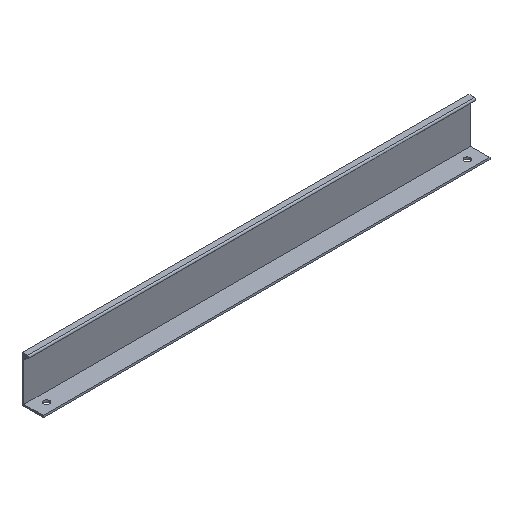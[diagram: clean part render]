
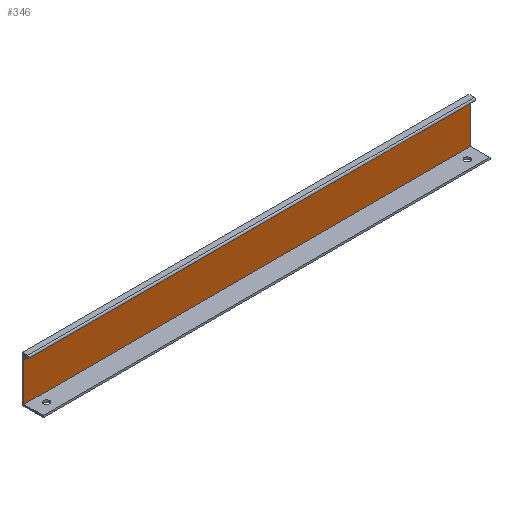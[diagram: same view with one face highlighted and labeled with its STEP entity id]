
A CAD part, isometric view. The second image highlights one B-rep face of the part: STEP entity #346.
In plain terms, the highlighted planar face has unit normal (0, -1, 0).
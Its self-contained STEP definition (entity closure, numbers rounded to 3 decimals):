
#32 = ORIENTED_EDGE ( 'NONE', *, *, #281, .T. ) ;
#33 = DIRECTION ( 'NONE',  ( -1., 0., 0. ) ) ;
#48 = CARTESIAN_POINT ( 'NONE',  ( -170., -1.5, 1.5 ) ) ;
#92 = EDGE_LOOP ( 'NONE', ( #32, #504, #215, #361 ) ) ;
#93 = PLANE ( 'NONE',  #100 ) ;
#98 = DIRECTION ( 'NONE',  ( 0., 1., 0. ) ) ;
#100 = AXIS2_PLACEMENT_3D ( 'NONE', #256, #98, #465 ) ;
#114 = EDGE_CURVE ( 'NONE', #247, #432, #348, .T. ) ;
#119 = EDGE_CURVE ( 'NONE', #170, #250, #317, .T. ) ;
#129 = VECTOR ( 'NONE', #33, 1000. ) ;
#170 = VERTEX_POINT ( 'NONE', #312 ) ;
#198 = VECTOR ( 'NONE', #509, 1000. ) ;
#214 = DIRECTION ( 'NONE',  ( 0., 0., -1. ) ) ;
#215 = ORIENTED_EDGE ( 'NONE', *, *, #289, .F. ) ;
#224 = FACE_OUTER_BOUND ( 'NONE', #92, .T. ) ;
#247 = VERTEX_POINT ( 'NONE', #491 ) ;
#250 = VERTEX_POINT ( 'NONE', #381 ) ;
#251 = CARTESIAN_POINT ( 'NONE',  ( 170., -1.5, 30.493 ) ) ;
#256 = CARTESIAN_POINT ( 'NONE',  ( 170., -1.5, 30.493 ) ) ;
#281 = EDGE_CURVE ( 'NONE', #250, #432, #411, .T. ) ;
#289 = EDGE_CURVE ( 'NONE', #170, #247, #494, .T. ) ;
#312 = CARTESIAN_POINT ( 'NONE',  ( 170., -1.5, 30.493 ) ) ;
#317 = LINE ( 'NONE', #515, #129 ) ;
#318 = VECTOR ( 'NONE', #214, 1000. ) ;
#332 = CARTESIAN_POINT ( 'NONE',  ( -170., -1.5, 30.493 ) ) ;
#346 = ADVANCED_FACE ( 'NONE', ( #224 ), #93, .F. ) ;
#348 = LINE ( 'NONE', #400, #198 ) ;
#361 = ORIENTED_EDGE ( 'NONE', *, *, #119, .T. ) ;
#363 = VECTOR ( 'NONE', #413, 1000. ) ;
#381 = CARTESIAN_POINT ( 'NONE',  ( -170., -1.5, 30.493 ) ) ;
#400 = CARTESIAN_POINT ( 'NONE',  ( 170., -1.5, 1.5 ) ) ;
#411 = LINE ( 'NONE', #332, #318 ) ;
#413 = DIRECTION ( 'NONE',  ( 0., 0., -1. ) ) ;
#432 = VERTEX_POINT ( 'NONE', #48 ) ;
#465 = DIRECTION ( 'NONE',  ( 0., 0., 1. ) ) ;
#491 = CARTESIAN_POINT ( 'NONE',  ( 170., -1.5, 1.5 ) ) ;
#494 = LINE ( 'NONE', #251, #363 ) ;
#504 = ORIENTED_EDGE ( 'NONE', *, *, #114, .F. ) ;
#509 = DIRECTION ( 'NONE',  ( -1., 0., 0. ) ) ;
#515 = CARTESIAN_POINT ( 'NONE',  ( 170., -1.5, 30.493 ) ) ;
